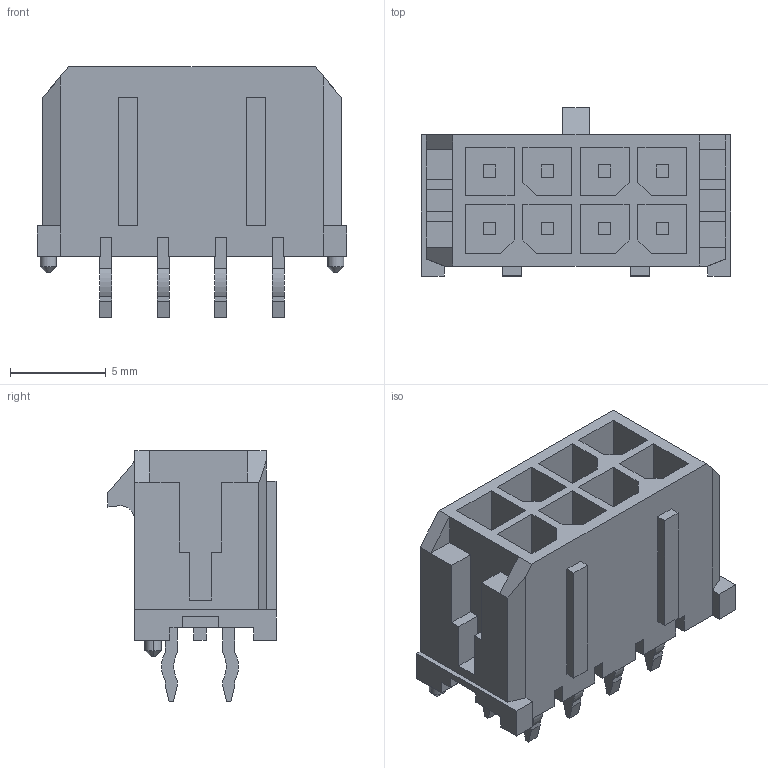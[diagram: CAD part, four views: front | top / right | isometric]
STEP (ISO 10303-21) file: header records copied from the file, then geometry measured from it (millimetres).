
FILE_DESCRIPTION(('CAx-IF Rec.Pracs.---Model Styling and Organization---1.5---2016-08-15','CAx-IF Rec.Pracs.---Geometric and Assembly Validation Properties---4.4---2016-08-17','CAx-IF Rec.Pracs.---User Defined Attributes---1.5---2016-08-15','CAx-IF Rec.Pracs.---External References---2.1---2005-01-19'),'2;1');
FILE_NAME('294095.step','2024-01-31T03:52:20',('Unspecified'),('Unspecified'),'CAD Exchanger 3.10.2 (cadexchanger.com)','Unspecified','');
FILE_SCHEMA(('AUTOMOTIVE_DESIGN { 1 0 10303 214 1 1 1 1 }'));
Length unit declared in the file: millimetre
Products named in the file (1): 430450812
Bounding box: 16.15 x 8.77 x 13.09 mm (x, y, z)
Volume: 655.8 mm3; surface area: 1450.7 mm2
Topology: 1 solids, 1 shells, 357 faces, 1011 edges, 682 vertices
Faces by surface type: plane 332, cylinder 21, cone 4
Entity records: 11396 total; most frequent: CARTESIAN_POINT 2051, ORIENTED_EDGE 1974, DIRECTION 1793, EDGE_CURVE 1011, LINE 945, VECTOR 945, VERTEX_POINT 682, AXIS2_PLACEMENT_3D 424
